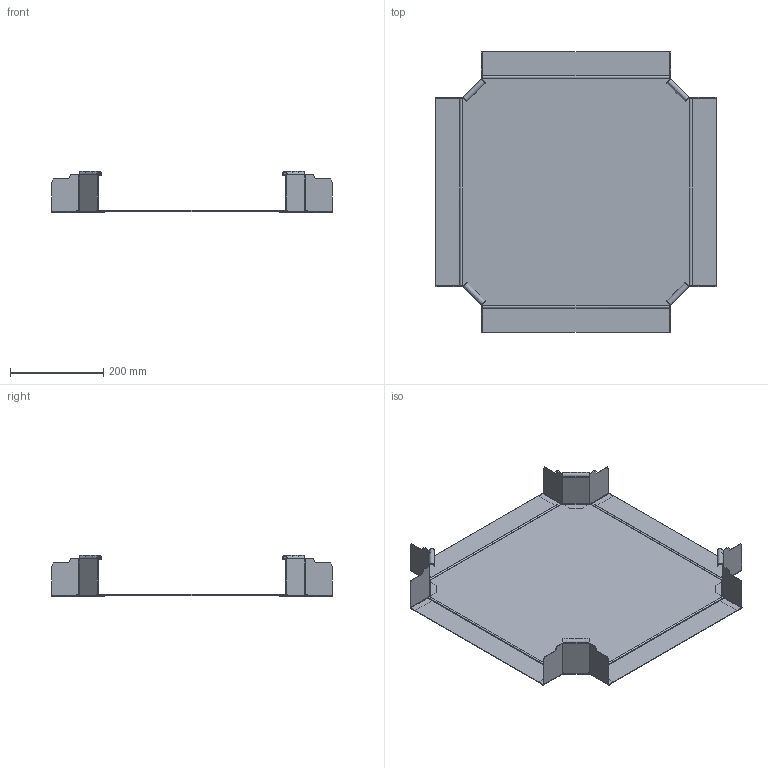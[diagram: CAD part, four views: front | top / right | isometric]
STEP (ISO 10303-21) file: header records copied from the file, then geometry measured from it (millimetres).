
FILE_DESCRIPTION(/* description */ (''),/* implementation_level */ '2;1');
FILE_NAME(/* name */ '7027109',/* time_stamp */ '2014-10-09T11:10:01+02:00',/* author */ (''),/* organization */ (''),/* preprocessor_version */ 'ST-DEVELOPER v15',/* originating_system */ '',/* authorisation */ '');
FILE_SCHEMA (('AUTOMOTIVE_DESIGN'));
Length unit declared in the file: millimetre
Products named in the file (2): Document; Block 01
Assembly tree (1 placements, depth 2):
  Document
    Block 01
Bounding box: 600.17 x 600.17 x 88 mm (x, y, z)
Volume: 490372.9 mm3; surface area: 790198.2 mm2
Topology: 5 solids, 5 shells, 434 faces, 1024 edges, 600 vertices
Faces by surface type: plane 266, bspline 168
Entity records: 13151 total; most frequent: CARTESIAN_POINT 6502, ORIENTED_EDGE 2048, EDGE_CURVE 1024, B_SPLINE_CURVE_WITH_KNOTS 776, VERTEX_POINT 600, ADVANCED_FACE 434, FACE_OUTER_BOUND 434, EDGE_LOOP 434
